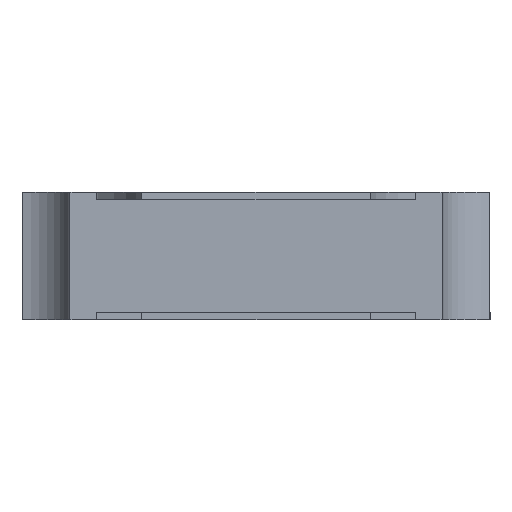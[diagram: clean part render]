
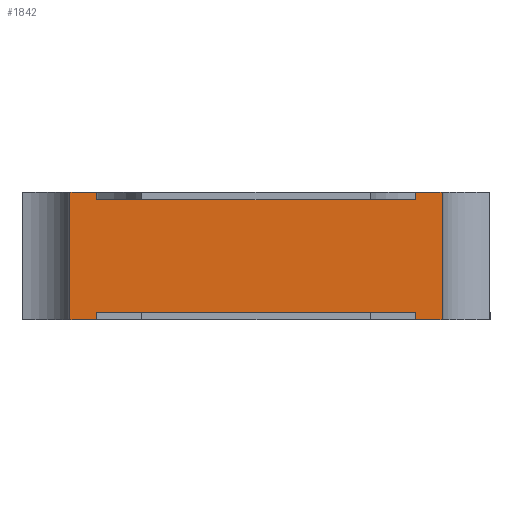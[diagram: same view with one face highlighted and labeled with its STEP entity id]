
A CAD part, front view. The second image highlights one B-rep face of the part: STEP entity #1842.
In plain terms, the highlighted planar face has unit normal (0, -1, 0).
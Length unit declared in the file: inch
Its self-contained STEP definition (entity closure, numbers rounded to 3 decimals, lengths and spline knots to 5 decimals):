
#18 = VECTOR ( 'NONE', #3168, 39.37008 ) ;
#103 = VECTOR ( 'NONE', #610, 39.37008 ) ;
#254 = VERTEX_POINT ( 'NONE', #5017 ) ;
#364 = CARTESIAN_POINT ( 'NONE',  ( -0.04234, -0.05013, 0.032 ) ) ;
#584 = CARTESIAN_POINT ( 'NONE',  ( 0.06516, -0.05013, 0.032 ) ) ;
#610 = DIRECTION ( 'NONE',  ( 0., 0., 1. ) ) ;
#629 = ORIENTED_EDGE ( 'NONE', *, *, #7296, .T. ) ;
#647 = CARTESIAN_POINT ( 'NONE',  ( 0.04986, -0.05013, 0.032 ) ) ;
#655 = LINE ( 'NONE', #4482, #103 ) ;
#755 = DIRECTION ( 'NONE',  ( 1., 0., 0. ) ) ;
#944 = ORIENTED_EDGE ( 'NONE', *, *, #1995, .T. ) ;
#1153 = VECTOR ( 'NONE', #4554, 39.37008 ) ;
#1185 = VECTOR ( 'NONE', #2702, 39.37008 ) ;
#1469 = CARTESIAN_POINT ( 'NONE',  ( 0.04266, -0.05013, 0.03 ) ) ;
#1499 = ORIENTED_EDGE ( 'NONE', *, *, #7623, .T. ) ;
#1682 = DIRECTION ( 'NONE',  ( 1., 0., 0. ) ) ;
#1683 = VERTEX_POINT ( 'NONE', #4083 ) ;
#1842 = ADVANCED_FACE ( 'NONE', ( #3065 ), #5650, .F. ) ;
#1855 = CARTESIAN_POINT ( 'NONE',  ( 0.04986, -0.05013, 0.03 ) ) ;
#1925 = EDGE_CURVE ( 'NONE', #5912, #5310, #3183, .T. ) ;
#1978 = CARTESIAN_POINT ( 'NONE',  ( -0.04954, -0.05013, -0.002 ) ) ;
#1992 = LINE ( 'NONE', #3913, #1153 ) ;
#1995 = EDGE_CURVE ( 'NONE', #1683, #3016, #5219, .T. ) ;
#2221 = CARTESIAN_POINT ( 'NONE',  ( 0.04266, -0.05013, 0. ) ) ;
#2319 = LINE ( 'NONE', #364, #3985 ) ;
#2455 = EDGE_CURVE ( 'NONE', #4181, #7676, #4293, .T. ) ;
#2518 = DIRECTION ( 'NONE',  ( 1., 0., 0. ) ) ;
#2667 = ORIENTED_EDGE ( 'NONE', *, *, #8103, .F. ) ;
#2699 = VERTEX_POINT ( 'NONE', #2221 ) ;
#2702 = DIRECTION ( 'NONE',  ( 0., 0., 1. ) ) ;
#2733 = ORIENTED_EDGE ( 'NONE', *, *, #1925, .T. ) ;
#2803 = DIRECTION ( 'NONE',  ( 0., 0., -1. ) ) ;
#2926 = ORIENTED_EDGE ( 'NONE', *, *, #5854, .F. ) ;
#3002 = CARTESIAN_POINT ( 'NONE',  ( 0.04266, -0.05013, -0.002 ) ) ;
#3016 = VERTEX_POINT ( 'NONE', #5105 ) ;
#3065 = FACE_OUTER_BOUND ( 'NONE', #6339, .T. ) ;
#3100 = DIRECTION ( 'NONE',  ( 0., 0., -1. ) ) ;
#3151 = AXIS2_PLACEMENT_3D ( 'NONE', #8252, #6889, #5014 ) ;
#3168 = DIRECTION ( 'NONE',  ( 1., 0., 0. ) ) ;
#3183 = LINE ( 'NONE', #3986, #5176 ) ;
#3235 = VERTEX_POINT ( 'NONE', #7278 ) ;
#3254 = VERTEX_POINT ( 'NONE', #647 ) ;
#3419 = ORIENTED_EDGE ( 'NONE', *, *, #5153, .T. ) ;
#3596 = VECTOR ( 'NONE', #5205, 39.37008 ) ;
#3722 = ORIENTED_EDGE ( 'NONE', *, *, #2455, .T. ) ;
#3886 = DIRECTION ( 'NONE',  ( 0., 0., -1. ) ) ;
#3913 = CARTESIAN_POINT ( 'NONE',  ( 0.06516, -0.05013, 0.032 ) ) ;
#3946 = ORIENTED_EDGE ( 'NONE', *, *, #6458, .T. ) ;
#3985 = VECTOR ( 'NONE', #3886, 39.37008 ) ;
#3986 = CARTESIAN_POINT ( 'NONE',  ( -0.04234, -0.05013, -0.002 ) ) ;
#4070 = VERTEX_POINT ( 'NONE', #3002 ) ;
#4083 = CARTESIAN_POINT ( 'NONE',  ( -0.04234, -0.05013, 0.032 ) ) ;
#4102 = VECTOR ( 'NONE', #5767, 39.37008 ) ;
#4181 = VERTEX_POINT ( 'NONE', #8405 ) ;
#4293 = LINE ( 'NONE', #6928, #7651 ) ;
#4412 = CARTESIAN_POINT ( 'NONE',  ( 0.04986, -0.05013, 0.03 ) ) ;
#4482 = CARTESIAN_POINT ( 'NONE',  ( 0.04266, -0.05013, -0.002 ) ) ;
#4538 = CARTESIAN_POINT ( 'NONE',  ( -0.04234, -0.05013, -0.002 ) ) ;
#4554 = DIRECTION ( 'NONE',  ( -1., 0., 0. ) ) ;
#5014 = DIRECTION ( 'NONE',  ( 0., 0., 1. ) ) ;
#5017 = CARTESIAN_POINT ( 'NONE',  ( 0.04986, -0.05013, -0.002 ) ) ;
#5105 = CARTESIAN_POINT ( 'NONE',  ( -0.04954, -0.05013, 0.032 ) ) ;
#5153 = EDGE_CURVE ( 'NONE', #3254, #4181, #1992, .T. ) ;
#5176 = VECTOR ( 'NONE', #755, 39.37008 ) ;
#5205 = DIRECTION ( 'NONE',  ( 0., 0., -1. ) ) ;
#5219 = LINE ( 'NONE', #584, #4102 ) ;
#5310 = VERTEX_POINT ( 'NONE', #5692 ) ;
#5548 = CARTESIAN_POINT ( 'NONE',  ( -0.04234, -0.05013, 0.03 ) ) ;
#5609 = ORIENTED_EDGE ( 'NONE', *, *, #6384, .F. ) ;
#5650 = PLANE ( 'NONE',  #3151 ) ;
#5692 = CARTESIAN_POINT ( 'NONE',  ( -0.04234, -0.05013, -0.002 ) ) ;
#5767 = DIRECTION ( 'NONE',  ( -1., 0., 0. ) ) ;
#5800 = LINE ( 'NONE', #1855, #3596 ) ;
#5854 = EDGE_CURVE ( 'NONE', #3254, #254, #5800, .T. ) ;
#5912 = VERTEX_POINT ( 'NONE', #1978 ) ;
#6339 = EDGE_LOOP ( 'NONE', ( #629, #2733, #1499, #7760, #2667, #3946, #2926, #3419, #3722, #7587, #5609, #944 ) ) ;
#6384 = EDGE_CURVE ( 'NONE', #1683, #7833, #2319, .T. ) ;
#6458 = EDGE_CURVE ( 'NONE', #4070, #254, #7107, .T. ) ;
#6755 = LINE ( 'NONE', #7435, #8257 ) ;
#6889 = DIRECTION ( 'NONE',  ( 0., 1., 0. ) ) ;
#6928 = CARTESIAN_POINT ( 'NONE',  ( 0.04266, -0.05013, 0.032 ) ) ;
#7003 = LINE ( 'NONE', #8320, #7365 ) ;
#7107 = LINE ( 'NONE', #7795, #8068 ) ;
#7204 = LINE ( 'NONE', #4538, #1185 ) ;
#7278 = CARTESIAN_POINT ( 'NONE',  ( -0.04234, -0.05013, 0. ) ) ;
#7296 = EDGE_CURVE ( 'NONE', #3016, #5912, #6755, .T. ) ;
#7365 = VECTOR ( 'NONE', #1682, 39.37008 ) ;
#7435 = CARTESIAN_POINT ( 'NONE',  ( -0.04954, -0.05013, 0.03 ) ) ;
#7587 = ORIENTED_EDGE ( 'NONE', *, *, #8273, .F. ) ;
#7623 = EDGE_CURVE ( 'NONE', #5310, #3235, #7204, .T. ) ;
#7651 = VECTOR ( 'NONE', #3100, 39.37008 ) ;
#7676 = VERTEX_POINT ( 'NONE', #1469 ) ;
#7760 = ORIENTED_EDGE ( 'NONE', *, *, #8228, .T. ) ;
#7795 = CARTESIAN_POINT ( 'NONE',  ( 0.04986, -0.05013, -0.002 ) ) ;
#7833 = VERTEX_POINT ( 'NONE', #5548 ) ;
#8068 = VECTOR ( 'NONE', #2518, 39.37008 ) ;
#8103 = EDGE_CURVE ( 'NONE', #4070, #2699, #655, .T. ) ;
#8228 = EDGE_CURVE ( 'NONE', #3235, #2699, #7003, .T. ) ;
#8252 = CARTESIAN_POINT ( 'NONE',  ( 0.04986, -0.05013, 0.03 ) ) ;
#8257 = VECTOR ( 'NONE', #2803, 39.37008 ) ;
#8273 = EDGE_CURVE ( 'NONE', #7833, #7676, #8281, .T. ) ;
#8281 = LINE ( 'NONE', #4412, #18 ) ;
#8320 = CARTESIAN_POINT ( 'NONE',  ( 0.04986, -0.05013, 0. ) ) ;
#8405 = CARTESIAN_POINT ( 'NONE',  ( 0.04266, -0.05013, 0.032 ) ) ;
